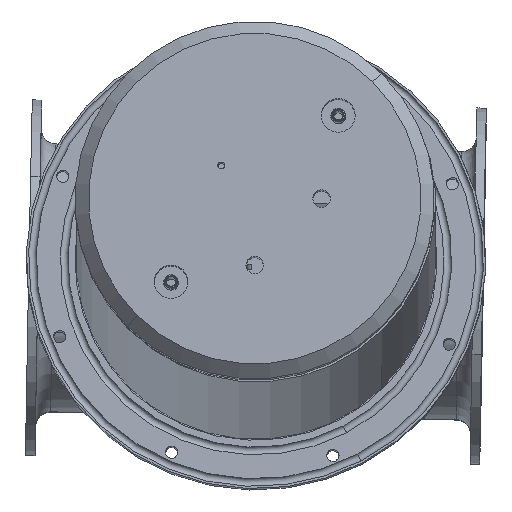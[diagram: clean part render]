
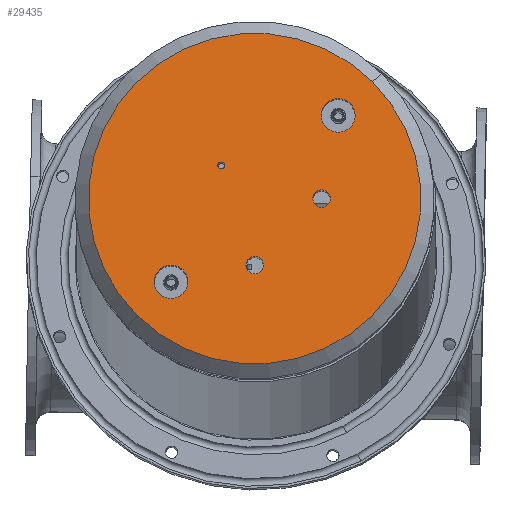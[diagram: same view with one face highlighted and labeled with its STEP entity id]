
A CAD part, top view. The second image highlights one B-rep face of the part: STEP entity #29435.
In plain terms, the highlighted planar face has unit normal (0, 0.104, 0.995).
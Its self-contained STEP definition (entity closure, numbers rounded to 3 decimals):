
#29173=CARTESIAN_POINT('Vertex',(-26.517,59.05,411.889)) ;
#29176=CARTESIAN_POINT('Axis2P3D Location',(-24.749,60.808,411.704)) ;
#29180=CARTESIAN_POINT('Vertex',(-22.981,62.566,411.519)) ;
#29195=CARTESIAN_POINT('Axis2P3D Location',(-24.749,60.808,411.704)) ;
#29216=CARTESIAN_POINT('Vertex',(0.,-6.567,418.785)) ;
#29219=CARTESIAN_POINT('Axis2P3D Location',(0.,-13.031,419.465)) ;
#29223=CARTESIAN_POINT('Vertex',(0.,-19.496,420.144)) ;
#29238=CARTESIAN_POINT('Axis2P3D Location',(0.,-13.031,419.465)) ;
#29259=CARTESIAN_POINT('Vertex',(44.901,31.624,414.771)) ;
#29262=CARTESIAN_POINT('Axis2P3D Location',(49.497,36.195,414.291)) ;
#29266=CARTESIAN_POINT('Vertex',(54.094,40.766,413.81)) ;
#29281=CARTESIAN_POINT('Axis2P3D Location',(49.497,36.195,414.291)) ;
#29364=CARTESIAN_POINT('Axis2P3D Location',(0.,36.195,414.291)) ;
#29369=CARTESIAN_POINT('Axis2P3D Location',(0.,36.195,414.291)) ;
#29373=CARTESIAN_POINT('Vertex',(86.974,122.693,405.2)) ;
#29375=CARTESIAN_POINT('Vertex',(-86.974,-50.302,423.382)) ;
#29378=CARTESIAN_POINT('Axis2P3D Location',(0.,36.195,414.291)) ;
#29395=CARTESIAN_POINT('Axis2P3D Location',(-61.872,-25.338,420.758)) ;
#29399=CARTESIAN_POINT('Vertex',(-70.711,-34.128,421.682)) ;
#29401=CARTESIAN_POINT('Vertex',(-53.033,-16.547,419.834)) ;
#29404=CARTESIAN_POINT('Axis2P3D Location',(-61.872,-25.338,420.758)) ;
#29417=CARTESIAN_POINT('Axis2P3D Location',(61.872,97.728,407.823)) ;
#29421=CARTESIAN_POINT('Vertex',(53.033,88.938,408.747)) ;
#29423=CARTESIAN_POINT('Vertex',(70.711,106.519,406.9)) ;
#29426=CARTESIAN_POINT('Axis2P3D Location',(61.872,97.728,407.823)) ;
#29177=DIRECTION('Axis2P3D Direction',(0.,0.105,0.995)) ;
#29196=DIRECTION('Axis2P3D Direction',(0.,0.105,0.995)) ;
#29220=DIRECTION('Axis2P3D Direction',(0.,0.105,0.995)) ;
#29239=DIRECTION('Axis2P3D Direction',(0.,0.105,0.995)) ;
#29263=DIRECTION('Axis2P3D Direction',(0.,0.105,0.995)) ;
#29282=DIRECTION('Axis2P3D Direction',(0.,0.105,0.995)) ;
#29365=DIRECTION('Axis2P3D Direction',(0.,0.105,0.995)) ;
#29366=DIRECTION('Axis2P3D XDirection',(-0.707,-0.703,0.074)) ;
#29370=DIRECTION('Axis2P3D Direction',(0.,0.105,0.995)) ;
#29379=DIRECTION('Axis2P3D Direction',(0.,0.105,0.995)) ;
#29396=DIRECTION('Axis2P3D Direction',(0.,0.105,0.995)) ;
#29405=DIRECTION('Axis2P3D Direction',(0.,0.105,0.995)) ;
#29418=DIRECTION('Axis2P3D Direction',(0.,0.105,0.995)) ;
#29427=DIRECTION('Axis2P3D Direction',(0.,0.105,0.995)) ;
#29178=AXIS2_PLACEMENT_3D('Circle Axis2P3D',#29176,#29177,$) ;
#29197=AXIS2_PLACEMENT_3D('Circle Axis2P3D',#29195,#29196,$) ;
#29221=AXIS2_PLACEMENT_3D('Circle Axis2P3D',#29219,#29220,$) ;
#29240=AXIS2_PLACEMENT_3D('Circle Axis2P3D',#29238,#29239,$) ;
#29264=AXIS2_PLACEMENT_3D('Circle Axis2P3D',#29262,#29263,$) ;
#29283=AXIS2_PLACEMENT_3D('Circle Axis2P3D',#29281,#29282,$) ;
#29367=AXIS2_PLACEMENT_3D('Plane Axis2P3D',#29364,#29365,#29366) ;
#29371=AXIS2_PLACEMENT_3D('Circle Axis2P3D',#29369,#29370,$) ;
#29380=AXIS2_PLACEMENT_3D('Circle Axis2P3D',#29378,#29379,$) ;
#29397=AXIS2_PLACEMENT_3D('Circle Axis2P3D',#29395,#29396,$) ;
#29406=AXIS2_PLACEMENT_3D('Circle Axis2P3D',#29404,#29405,$) ;
#29419=AXIS2_PLACEMENT_3D('Circle Axis2P3D',#29417,#29418,$) ;
#29428=AXIS2_PLACEMENT_3D('Circle Axis2P3D',#29426,#29427,$) ;
#29384=ORIENTED_EDGE('',*,*,#29377,.T.) ;
#29385=ORIENTED_EDGE('',*,*,#29382,.T.) ;
#29388=ORIENTED_EDGE('',*,*,#29182,.F.) ;
#29389=ORIENTED_EDGE('',*,*,#29199,.F.) ;
#29392=ORIENTED_EDGE('',*,*,#29225,.F.) ;
#29393=ORIENTED_EDGE('',*,*,#29242,.F.) ;
#29410=ORIENTED_EDGE('',*,*,#29403,.F.) ;
#29411=ORIENTED_EDGE('',*,*,#29408,.F.) ;
#29414=ORIENTED_EDGE('',*,*,#29268,.F.) ;
#29415=ORIENTED_EDGE('',*,*,#29285,.F.) ;
#29432=ORIENTED_EDGE('',*,*,#29425,.F.) ;
#29433=ORIENTED_EDGE('',*,*,#29430,.F.) ;
#29390=FACE_BOUND('',#29387,.T.) ;
#29394=FACE_BOUND('',#29391,.T.) ;
#29412=FACE_BOUND('',#29409,.T.) ;
#29416=FACE_BOUND('',#29413,.T.) ;
#29434=FACE_BOUND('',#29431,.T.) ;
#29435=ADVANCED_FACE('8\\PartBody',(#29386,#29390,#29394,#29412,#29416,#29434),#29368,.T.) ;
#29179=CIRCLE('generated circle',#29178,2.5) ;
#29198=CIRCLE('generated circle',#29197,2.5) ;
#29222=CIRCLE('generated circle',#29221,6.5) ;
#29241=CIRCLE('generated circle',#29240,6.5) ;
#29265=CIRCLE('generated circle',#29264,6.5) ;
#29284=CIRCLE('generated circle',#29283,6.5) ;
#29372=CIRCLE('generated circle',#29371,123.) ;
#29381=CIRCLE('generated circle',#29380,123.) ;
#29398=CIRCLE('generated circle',#29397,12.5) ;
#29407=CIRCLE('generated circle',#29406,12.5) ;
#29420=CIRCLE('generated circle',#29419,12.5) ;
#29429=CIRCLE('generated circle',#29428,12.5) ;
#29182=EDGE_CURVE('',#29174,#29181,#29179,.T.) ;
#29199=EDGE_CURVE('',#29181,#29174,#29198,.T.) ;
#29225=EDGE_CURVE('',#29217,#29224,#29222,.T.) ;
#29242=EDGE_CURVE('',#29224,#29217,#29241,.T.) ;
#29268=EDGE_CURVE('',#29260,#29267,#29265,.T.) ;
#29285=EDGE_CURVE('',#29267,#29260,#29284,.T.) ;
#29377=EDGE_CURVE('',#29374,#29376,#29372,.T.) ;
#29382=EDGE_CURVE('',#29376,#29374,#29381,.T.) ;
#29403=EDGE_CURVE('',#29400,#29402,#29398,.T.) ;
#29408=EDGE_CURVE('',#29402,#29400,#29407,.T.) ;
#29425=EDGE_CURVE('',#29422,#29424,#29420,.T.) ;
#29430=EDGE_CURVE('',#29424,#29422,#29429,.T.) ;
#29383=EDGE_LOOP('',(#29384,#29385)) ;
#29387=EDGE_LOOP('',(#29388,#29389)) ;
#29391=EDGE_LOOP('',(#29392,#29393)) ;
#29409=EDGE_LOOP('',(#29410,#29411)) ;
#29413=EDGE_LOOP('',(#29414,#29415)) ;
#29431=EDGE_LOOP('',(#29432,#29433)) ;
#29386=FACE_OUTER_BOUND('',#29383,.T.) ;
#29368=PLANE('',#29367) ;
#29174=VERTEX_POINT('',#29173) ;
#29181=VERTEX_POINT('',#29180) ;
#29217=VERTEX_POINT('',#29216) ;
#29224=VERTEX_POINT('',#29223) ;
#29260=VERTEX_POINT('',#29259) ;
#29267=VERTEX_POINT('',#29266) ;
#29374=VERTEX_POINT('',#29373) ;
#29376=VERTEX_POINT('',#29375) ;
#29400=VERTEX_POINT('',#29399) ;
#29402=VERTEX_POINT('',#29401) ;
#29422=VERTEX_POINT('',#29421) ;
#29424=VERTEX_POINT('',#29423) ;
